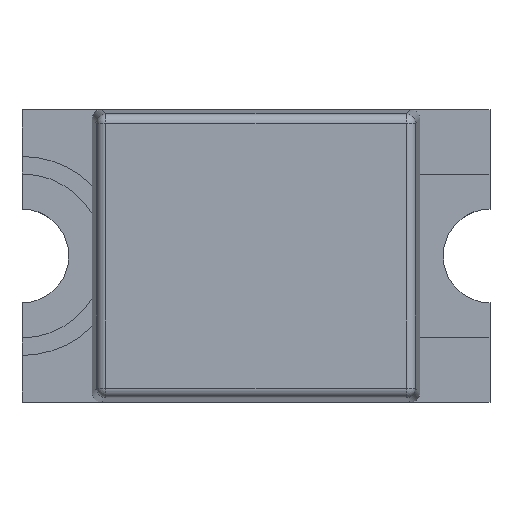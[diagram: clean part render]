
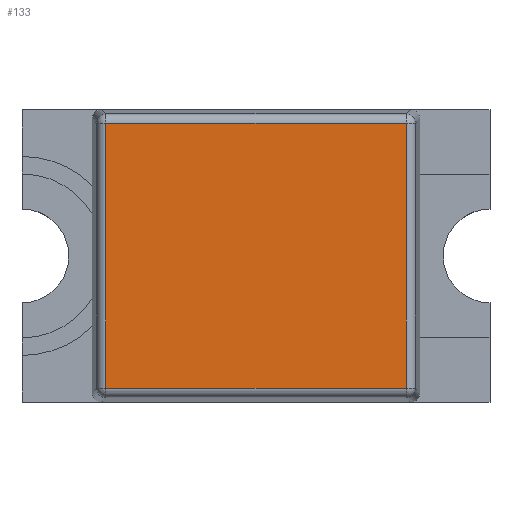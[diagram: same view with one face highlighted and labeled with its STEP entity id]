
A CAD part, top view. The second image highlights one B-rep face of the part: STEP entity #133.
In plain terms, the highlighted planar face has unit normal (0, 0, 1).
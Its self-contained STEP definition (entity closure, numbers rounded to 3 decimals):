
#133=ADVANCED_FACE( '', ( #252 ), #253, .T. );
#252=FACE_OUTER_BOUND( '', #414, .T. );
#253=PLANE( '', #415 );
#360=DIRECTION( '', ( 0., 0., 1. ) );
#361=DIRECTION( '', ( 1., 0., 0. ) );
#414=EDGE_LOOP( '', ( #645, #646, #647, #648 ) );
#415=AXIS2_PLACEMENT_3D( '', #649, #360, #361 );
#523=DIRECTION( '', ( 0., 1., 0. ) );
#645=ORIENTED_EDGE( '', *, *, #1037, .T. );
#646=ORIENTED_EDGE( '', *, *, #1038, .T. );
#647=ORIENTED_EDGE( '', *, *, #1039, .T. );
#648=ORIENTED_EDGE( '', *, *, #1040, .T. );
#649=CARTESIAN_POINT( '', ( -0.7, -0.625, 0.4 ) );
#1037=EDGE_CURVE( '', #1269, #1195, #1270, .F. );
#1038=EDGE_CURVE( '', #1195, #1271, #1272, .F. );
#1039=EDGE_CURVE( '', #1271, #1273, #1274, .F. );
#1040=EDGE_CURVE( '', #1273, #1269, #1275, .F. );
#1195=VERTEX_POINT( '', #1439 );
#1269=VERTEX_POINT( '', #1484 );
#1270=LINE( '', #1485, #1486 );
#1271=VERTEX_POINT( '', #1487 );
#1272=LINE( '', #1488, #1426 );
#1273=VERTEX_POINT( '', #1489 );
#1274=LINE( '', #1490, #1385 );
#1275=LINE( '', #1491, #1420 );
#1385=VECTOR( '', #523, 1000. );
#1420=VECTOR( '', #1546, 1000. );
#1426=VECTOR( '', #1547, 1000. );
#1439=CARTESIAN_POINT( '', ( 0.641, 0.566, 0.4 ) );
#1484=CARTESIAN_POINT( '', ( 0.641, -0.566, 0.4 ) );
#1485=CARTESIAN_POINT( '', ( 0.641, 0.604, 0.4 ) );
#1486=VECTOR( '', #1570, 1000. );
#1487=CARTESIAN_POINT( '', ( -0.641, 0.566, 0.4 ) );
#1488=CARTESIAN_POINT( '', ( -0.679, 0.566, 0.4 ) );
#1489=CARTESIAN_POINT( '', ( -0.641, -0.566, 0.4 ) );
#1490=CARTESIAN_POINT( '', ( -0.641, -0.604, 0.4 ) );
#1491=CARTESIAN_POINT( '', ( 0.679, -0.566, 0.4 ) );
#1546=DIRECTION( '', ( -1., 0., 0. ) );
#1547=DIRECTION( '', ( 1., 0., 0. ) );
#1570=DIRECTION( '', ( 0., -1., 0. ) );
